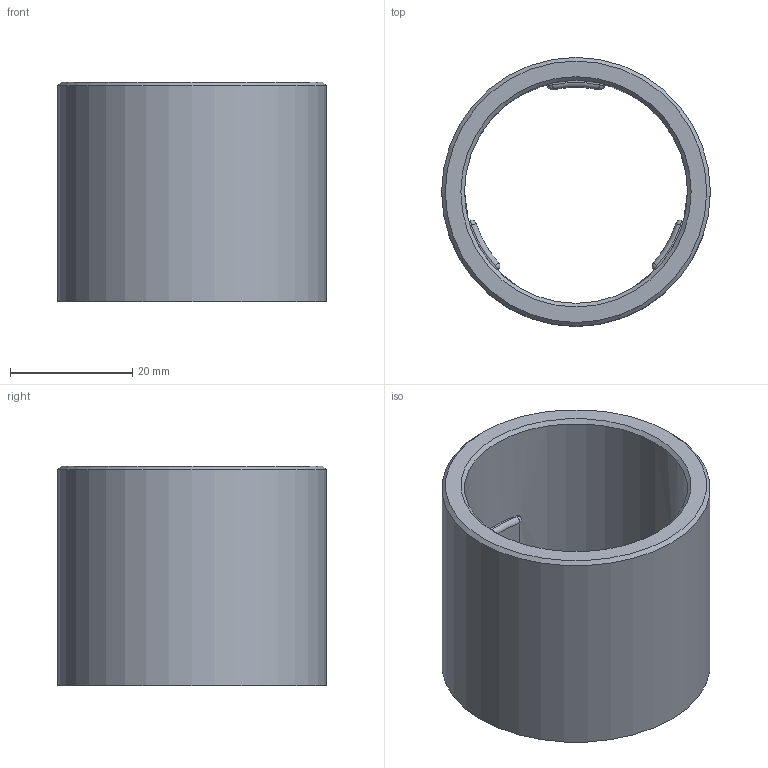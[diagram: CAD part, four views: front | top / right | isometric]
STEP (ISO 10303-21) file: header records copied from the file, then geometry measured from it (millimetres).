
FILE_DESCRIPTION(/* description */ (''),/* implementation_level */ '2;1');
FILE_NAME(/* name */ 'b666303a-d85d-4aec-bb4c-562d6064fd0a.stp',/* time_stamp */ '2018-09-11T16:35:33+02:00',/* author */ (''),/* organization */ (''),/* preprocessor_version */ 'ST-DEVELOPER v17.2',/* originating_system */ 'Autodesk Translation Framework v7.6.0.251',/* authorisation */ '');
FILE_SCHEMA (('AUTOMOTIVE_DESIGN { 1 0 10303 214 3 1 1 }'));
Length unit declared in the file: millimetre
Products named in the file (1): FusionComponent
Bounding box: 44 x 44 x 36 mm (x, y, z)
Volume: 15100.2 mm3; surface area: 10791.1 mm2
Topology: 1 solids, 1 shells, 67 faces, 145 edges, 84 vertices
Faces by surface type: cylinder 30, plane 15, sphere 12, torus 6, cone 2, bspline 2
Full cylindrical faces by diameter (mm): 36.5 x1, 39.002 x2, 42.349 x2, 44 x1
Entity records: 3047 total; most frequent: CARTESIAN_POINT 1574, DIRECTION 311, ORIENTED_EDGE 290, EDGE_CURVE 145, AXIS2_PLACEMENT_3D 130, VERTEX_POINT 84, EDGE_LOOP 73, FACE_OUTER_BOUND 67
